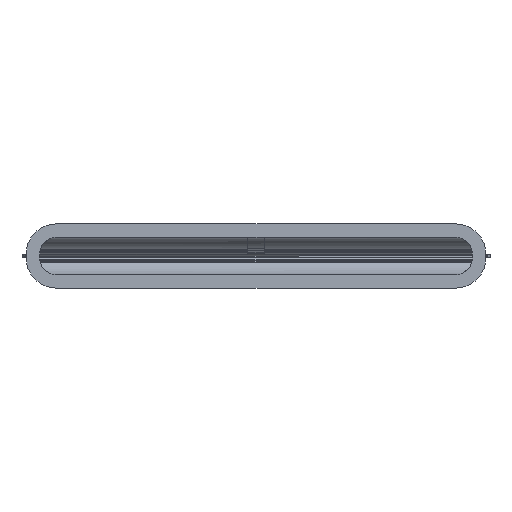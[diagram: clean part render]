
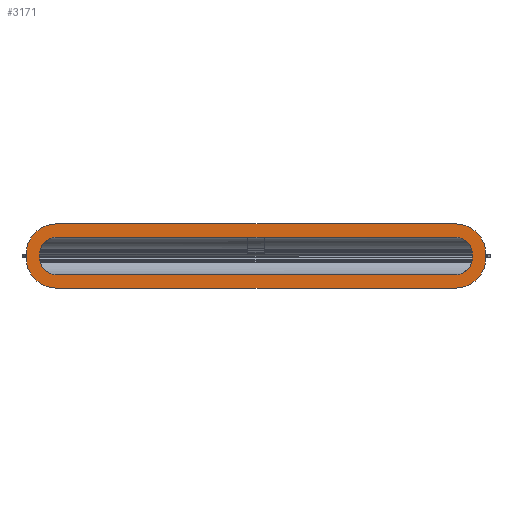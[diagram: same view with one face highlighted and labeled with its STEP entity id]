
A CAD part, left-side view. The second image highlights one B-rep face of the part: STEP entity #3171.
In plain terms, the highlighted planar face has unit normal (-1, 0, 0).
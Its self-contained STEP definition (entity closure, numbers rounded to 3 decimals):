
#9 = EDGE_LOOP ( 'NONE', ( #2990, #2700, #2695, #224, #642, #3333, #2173, #755 ) ) ;
#41 = DIRECTION ( 'NONE',  ( 0., 0., 1. ) ) ;
#48 = EDGE_CURVE ( 'NONE', #2012, #267, #1111, .T. ) ;
#58 = DIRECTION ( 'NONE',  ( 0., 0., 1. ) ) ;
#65 = CARTESIAN_POINT ( 'NONE',  ( 0., -170.5, -1.5 ) ) ;
#85 = EDGE_CURVE ( 'NONE', #267, #863, #1829, .T. ) ;
#112 = EDGE_CURVE ( 'NONE', #1660, #1887, #322, .T. ) ;
#151 = VERTEX_POINT ( 'NONE', #1134 ) ;
#169 = AXIS2_PLACEMENT_3D ( 'NONE', #1270, #726, #1771 ) ;
#185 = DIRECTION ( 'NONE',  ( 0., -1., 0. ) ) ;
#187 = AXIS2_PLACEMENT_3D ( 'NONE', #1952, #1389, #58 ) ;
#195 = CARTESIAN_POINT ( 'NONE',  ( 0., -170.5, 1.5 ) ) ;
#202 = CARTESIAN_POINT ( 'NONE',  ( 0., 170.5, -1.5 ) ) ;
#224 = ORIENTED_EDGE ( 'NONE', *, *, #1088, .T. ) ;
#243 = VECTOR ( 'NONE', #2295, 1000. ) ;
#249 = CIRCLE ( 'NONE', #2690, 14.5 ) ;
#267 = VERTEX_POINT ( 'NONE', #667 ) ;
#282 = ORIENTED_EDGE ( 'NONE', *, *, #1215, .T. ) ;
#286 = CARTESIAN_POINT ( 'NONE',  ( 0., -196.5, 1.5 ) ) ;
#292 = ORIENTED_EDGE ( 'NONE', *, *, #1203, .T. ) ;
#313 = CARTESIAN_POINT ( 'NONE',  ( 0., -170.5, -16. ) ) ;
#322 = LINE ( 'NONE', #2167, #2135 ) ;
#342 = CARTESIAN_POINT ( 'NONE',  ( 0., 185., -1.5 ) ) ;
#347 = CIRCLE ( 'NONE', #931, 14.5 ) ;
#361 = VECTOR ( 'NONE', #2532, 1000. ) ;
#379 = CARTESIAN_POINT ( 'NONE',  ( 0., -170.5, 27.5 ) ) ;
#414 = EDGE_CURVE ( 'NONE', #1880, #532, #249, .T. ) ;
#460 = ORIENTED_EDGE ( 'NONE', *, *, #48, .T. ) ;
#473 = CIRCLE ( 'NONE', #2572, 26. ) ;
#479 = EDGE_CURVE ( 'NONE', #2237, #787, #2212, .T. ) ;
#500 = CARTESIAN_POINT ( 'NONE',  ( 0., 196.5, 1.5 ) ) ;
#519 = CARTESIAN_POINT ( 'NONE',  ( 0., -185., -1.5 ) ) ;
#532 = VERTEX_POINT ( 'NONE', #313 ) ;
#533 = CIRCLE ( 'NONE', #2515, 14.5 ) ;
#605 = ORIENTED_EDGE ( 'NONE', *, *, #2876, .T. ) ;
#624 = EDGE_CURVE ( 'NONE', #2616, #532, #1815, .T. ) ;
#642 = ORIENTED_EDGE ( 'NONE', *, *, #112, .T. ) ;
#667 = CARTESIAN_POINT ( 'NONE',  ( 0., 196.5, 1.5 ) ) ;
#726 = DIRECTION ( 'NONE',  ( 1., 0., 0. ) ) ;
#744 = EDGE_CURVE ( 'NONE', #1015, #2012, #1338, .T. ) ;
#752 = CARTESIAN_POINT ( 'NONE',  ( 0., 170.5, -16. ) ) ;
#755 = ORIENTED_EDGE ( 'NONE', *, *, #2551, .T. ) ;
#756 = DIRECTION ( 'NONE',  ( 0., 0., 1. ) ) ;
#773 = EDGE_CURVE ( 'NONE', #2250, #1015, #2187, .T. ) ;
#787 = VERTEX_POINT ( 'NONE', #2155 ) ;
#799 = CARTESIAN_POINT ( 'NONE',  ( 0., 170.5, -1.5 ) ) ;
#818 = CIRCLE ( 'NONE', #187, 26. ) ;
#834 = LINE ( 'NONE', #1154, #3029 ) ;
#863 = VERTEX_POINT ( 'NONE', #3307 ) ;
#896 = DIRECTION ( 'NONE',  ( 1., 0., 0. ) ) ;
#931 = AXIS2_PLACEMENT_3D ( 'NONE', #195, #2894, #2126 ) ;
#1010 = DIRECTION ( 'NONE',  ( 0., 0., -1. ) ) ;
#1015 = VERTEX_POINT ( 'NONE', #379 ) ;
#1046 = AXIS2_PLACEMENT_3D ( 'NONE', #1621, #1068, #3185 ) ;
#1057 = EDGE_CURVE ( 'NONE', #1880, #1983, #2007, .T. ) ;
#1068 = DIRECTION ( 'NONE',  ( -1., 0., 0. ) ) ;
#1088 = EDGE_CURVE ( 'NONE', #2616, #1660, #533, .T. ) ;
#1111 = CIRCLE ( 'NONE', #1400, 26. ) ;
#1134 = CARTESIAN_POINT ( 'NONE',  ( 0., -170.5, -27.5 ) ) ;
#1154 = CARTESIAN_POINT ( 'NONE',  ( 0., -196.5, -1.5 ) ) ;
#1203 = EDGE_CURVE ( 'NONE', #151, #3191, #818, .T. ) ;
#1215 = EDGE_CURVE ( 'NONE', #3191, #2250, #834, .T. ) ;
#1228 = VECTOR ( 'NONE', #2955, 1000. ) ;
#1270 = CARTESIAN_POINT ( 'NONE',  ( 0., 170.5, 1.5 ) ) ;
#1320 = CARTESIAN_POINT ( 'NONE',  ( 0., -170.5, 27.5 ) ) ;
#1338 = LINE ( 'NONE', #1320, #1228 ) ;
#1350 = ORIENTED_EDGE ( 'NONE', *, *, #3063, .T. ) ;
#1369 = CARTESIAN_POINT ( 'NONE',  ( 0., -185., 1.5 ) ) ;
#1389 = DIRECTION ( 'NONE',  ( -1., 0., 0. ) ) ;
#1400 = AXIS2_PLACEMENT_3D ( 'NONE', #2882, #2112, #756 ) ;
#1422 = VERTEX_POINT ( 'NONE', #3339 ) ;
#1566 = PLANE ( 'NONE',  #2907 ) ;
#1621 = CARTESIAN_POINT ( 'NONE',  ( 0., -170.5, 1.5 ) ) ;
#1622 = DIRECTION ( 'NONE',  ( -1., 0., 0. ) ) ;
#1641 = DIRECTION ( 'NONE',  ( 0., 0., 1. ) ) ;
#1660 = VERTEX_POINT ( 'NONE', #342 ) ;
#1768 = FACE_OUTER_BOUND ( 'NONE', #3453, .T. ) ;
#1771 = DIRECTION ( 'NONE',  ( 0., 0., -1. ) ) ;
#1815 = LINE ( 'NONE', #3104, #1958 ) ;
#1829 = LINE ( 'NONE', #500, #2077 ) ;
#1880 = VERTEX_POINT ( 'NONE', #519 ) ;
#1887 = VERTEX_POINT ( 'NONE', #2127 ) ;
#1899 = DIRECTION ( 'NONE',  ( 0., 0., -1. ) ) ;
#1952 = CARTESIAN_POINT ( 'NONE',  ( 0., -170.5, -1.5 ) ) ;
#1958 = VECTOR ( 'NONE', #185, 1000. ) ;
#1983 = VERTEX_POINT ( 'NONE', #1369 ) ;
#2007 = LINE ( 'NONE', #3084, #243 ) ;
#2012 = VERTEX_POINT ( 'NONE', #2474 ) ;
#2050 = CIRCLE ( 'NONE', #169, 14.5 ) ;
#2077 = VECTOR ( 'NONE', #2897, 1000. ) ;
#2112 = DIRECTION ( 'NONE',  ( -1., 0., 0. ) ) ;
#2126 = DIRECTION ( 'NONE',  ( 0., 0., -1. ) ) ;
#2127 = CARTESIAN_POINT ( 'NONE',  ( 0., 185., 1.5 ) ) ;
#2135 = VECTOR ( 'NONE', #41, 1000. ) ;
#2155 = CARTESIAN_POINT ( 'NONE',  ( 0., -170.5, 16. ) ) ;
#2167 = CARTESIAN_POINT ( 'NONE',  ( 0., 185., -17.501 ) ) ;
#2173 = ORIENTED_EDGE ( 'NONE', *, *, #479, .T. ) ;
#2177 = ORIENTED_EDGE ( 'NONE', *, *, #85, .T. ) ;
#2187 = CIRCLE ( 'NONE', #1046, 26. ) ;
#2212 = LINE ( 'NONE', #2516, #2352 ) ;
#2237 = VERTEX_POINT ( 'NONE', #2462 ) ;
#2243 = CARTESIAN_POINT ( 'NONE',  ( 0., 170.5, -27.5 ) ) ;
#2250 = VERTEX_POINT ( 'NONE', #286 ) ;
#2260 = DIRECTION ( 'NONE',  ( 0., 0., 1. ) ) ;
#2265 = LINE ( 'NONE', #2243, #361 ) ;
#2295 = DIRECTION ( 'NONE',  ( 0., 0., 1. ) ) ;
#2333 = DIRECTION ( 'NONE',  ( 1., 0., 0. ) ) ;
#2352 = VECTOR ( 'NONE', #3330, 1000. ) ;
#2429 = DIRECTION ( 'NONE',  ( 1., 0., 0. ) ) ;
#2438 = ORIENTED_EDGE ( 'NONE', *, *, #773, .T. ) ;
#2462 = CARTESIAN_POINT ( 'NONE',  ( 0., 170.5, 16. ) ) ;
#2474 = CARTESIAN_POINT ( 'NONE',  ( 0., 170.5, 27.5 ) ) ;
#2500 = ORIENTED_EDGE ( 'NONE', *, *, #744, .T. ) ;
#2515 = AXIS2_PLACEMENT_3D ( 'NONE', #202, #2429, #1899 ) ;
#2516 = CARTESIAN_POINT ( 'NONE',  ( 0., 300., 16. ) ) ;
#2532 = DIRECTION ( 'NONE',  ( 0., -1., 0. ) ) ;
#2551 = EDGE_CURVE ( 'NONE', #787, #1983, #347, .T. ) ;
#2572 = AXIS2_PLACEMENT_3D ( 'NONE', #799, #1622, #1641 ) ;
#2614 = FACE_BOUND ( 'NONE', #9, .T. ) ;
#2616 = VERTEX_POINT ( 'NONE', #752 ) ;
#2690 = AXIS2_PLACEMENT_3D ( 'NONE', #65, #896, #3037 ) ;
#2695 = ORIENTED_EDGE ( 'NONE', *, *, #624, .F. ) ;
#2700 = ORIENTED_EDGE ( 'NONE', *, *, #414, .T. ) ;
#2701 = CARTESIAN_POINT ( 'NONE',  ( 0., -196.5, -1.5 ) ) ;
#2876 = EDGE_CURVE ( 'NONE', #863, #1422, #473, .T. ) ;
#2882 = CARTESIAN_POINT ( 'NONE',  ( 0., 170.5, 1.5 ) ) ;
#2894 = DIRECTION ( 'NONE',  ( 1., 0., 0. ) ) ;
#2897 = DIRECTION ( 'NONE',  ( 0., 0., -1. ) ) ;
#2907 = AXIS2_PLACEMENT_3D ( 'NONE', #3433, #2333, #1010 ) ;
#2955 = DIRECTION ( 'NONE',  ( 0., 1., 0. ) ) ;
#2990 = ORIENTED_EDGE ( 'NONE', *, *, #1057, .F. ) ;
#3029 = VECTOR ( 'NONE', #2260, 1000. ) ;
#3037 = DIRECTION ( 'NONE',  ( 0., 0., -1. ) ) ;
#3063 = EDGE_CURVE ( 'NONE', #1422, #151, #2265, .T. ) ;
#3084 = CARTESIAN_POINT ( 'NONE',  ( 0., -185., 17.5 ) ) ;
#3104 = CARTESIAN_POINT ( 'NONE',  ( 0., 300., -16. ) ) ;
#3171 = ADVANCED_FACE ( 'NONE', ( #2614, #1768 ), #1566, .F. ) ;
#3185 = DIRECTION ( 'NONE',  ( 0., 0., 1. ) ) ;
#3191 = VERTEX_POINT ( 'NONE', #2701 ) ;
#3307 = CARTESIAN_POINT ( 'NONE',  ( 0., 196.5, -1.5 ) ) ;
#3330 = DIRECTION ( 'NONE',  ( 0., -1., 0. ) ) ;
#3333 = ORIENTED_EDGE ( 'NONE', *, *, #3405, .T. ) ;
#3339 = CARTESIAN_POINT ( 'NONE',  ( 0., 170.5, -27.5 ) ) ;
#3405 = EDGE_CURVE ( 'NONE', #1887, #2237, #2050, .T. ) ;
#3433 = CARTESIAN_POINT ( 'NONE',  ( 0., 300., 17.5 ) ) ;
#3453 = EDGE_LOOP ( 'NONE', ( #2438, #2500, #460, #2177, #605, #1350, #292, #282 ) ) ;
